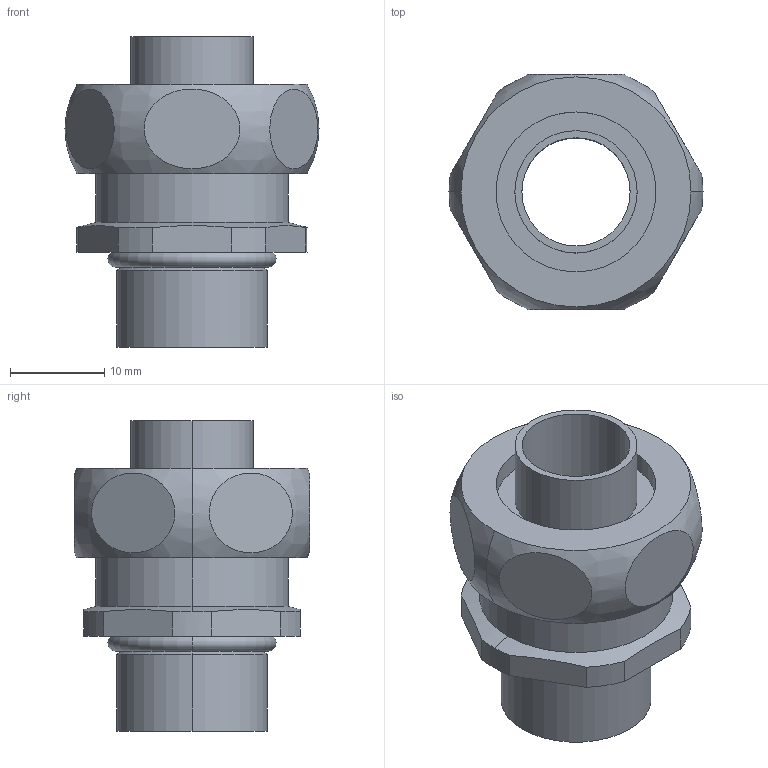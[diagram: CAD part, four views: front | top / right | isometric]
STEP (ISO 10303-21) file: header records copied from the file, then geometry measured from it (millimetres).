
FILE_DESCRIPTION(('Creo Elements/Direct Modeling STEP Export'),'2;1');
FILE_NAME('model.stp','2019-05-04T 2:07:00',(''),(''),'Creo Elements/Direct Modeling STEP processor for AP214 (Solid Model)','Creo Elements/Direct Modeling 20.1A 29-Sep-2018 (C) Parametric Technology GmbH','');
FILE_SCHEMA(('AUTOMOTIVE_DESIGN { 1 0 10303 214 1 1 1 1 }'));
Length unit declared in the file: millimetre
Products named in the file (2): WP_G_BRASS_IP65_M16-select
Assembly tree (1 placements, depth 2):
  WP_G_BRASS_IP65_M16-select
    WP_G_BRASS_IP65_M16-select
Bounding box: 27 x 25 x 33 mm (x, y, z)
Volume: 7133.4 mm3; surface area: 4626.7 mm2
Topology: 1 solids, 1 shells, 50 faces, 106 edges, 70 vertices
Faces by surface type: plane 20, cylinder 20, torus 6, cone 4
Entity records: 4637 total; most frequent: CARTESIAN_POINT 3196, ORIENTED_EDGE 212, DIRECTION 186, EDGE_CURVE 106, AXIS2_PLACEMENT_3D 75, VERTEX_POINT 70, EDGE_LOOP 64, COLOUR_RGB 51
